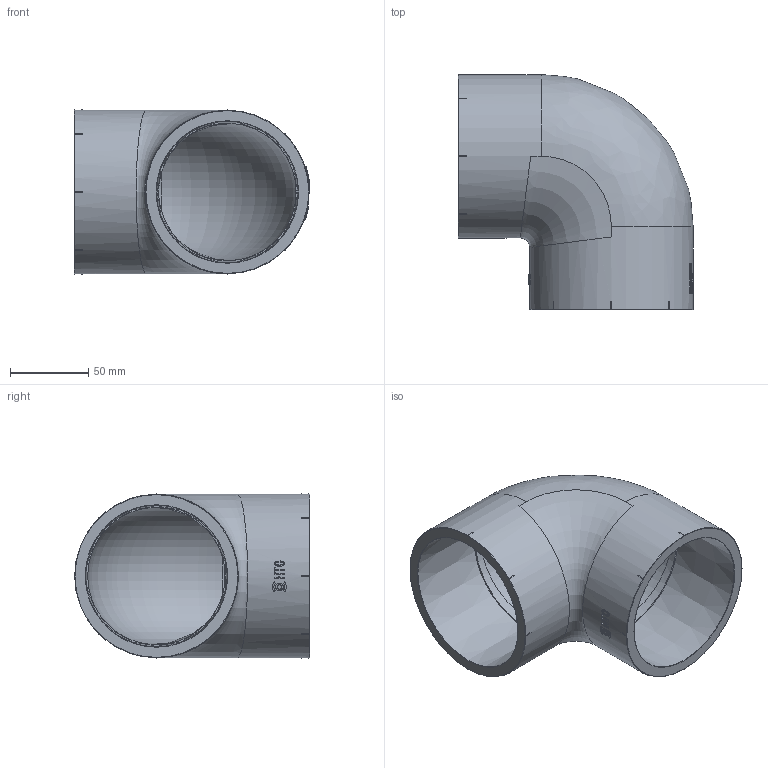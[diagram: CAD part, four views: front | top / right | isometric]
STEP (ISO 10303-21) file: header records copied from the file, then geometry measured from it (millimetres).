
FILE_DESCRIPTION(/* description */ (''),/* implementation_level */ '2;1');
FILE_NAME(/* name */ '90mm elbow90°-24.5.27.stp',/* time_stamp */ '2024-05-27T14:48:12+08:00',/* author */ (''),/* organization */ (''),/* preprocessor_version */ 'ST-DEVELOPER v16',/* originating_system */ 'SIEMENS PLM Software NX 10.0',/* authorisation */ '');
FILE_SCHEMA (('AUTOMOTIVE_DESIGN { 1 0 10303 214 3 1 1 1 }'));
Length unit declared in the file: millimetre
Products named in the file (1): gelv140CF82D4bc9
Bounding box: 150.75 x 150.5 x 104.99 mm (x, y, z)
Volume: 420624.6 mm3; surface area: 112588.9 mm2
Topology: 1 solids, 1 shells, 342 faces, 830 edges, 555 vertices
Faces by surface type: plane 132, bspline 102, cylinder 67, sphere 32, torus 5, cone 4
Full cylindrical faces by diameter (mm): 104.6 x2
Entity records: 30557 total; most frequent: CARTESIAN_POINT 23888, ORIENTED_EDGE 1596, EDGE_CURVE 798, B_SPLINE_CURVE_WITH_KNOTS 679, DIRECTION 648, VERTEX_POINT 547, EDGE_LOOP 433, ADVANCED_FACE 342
